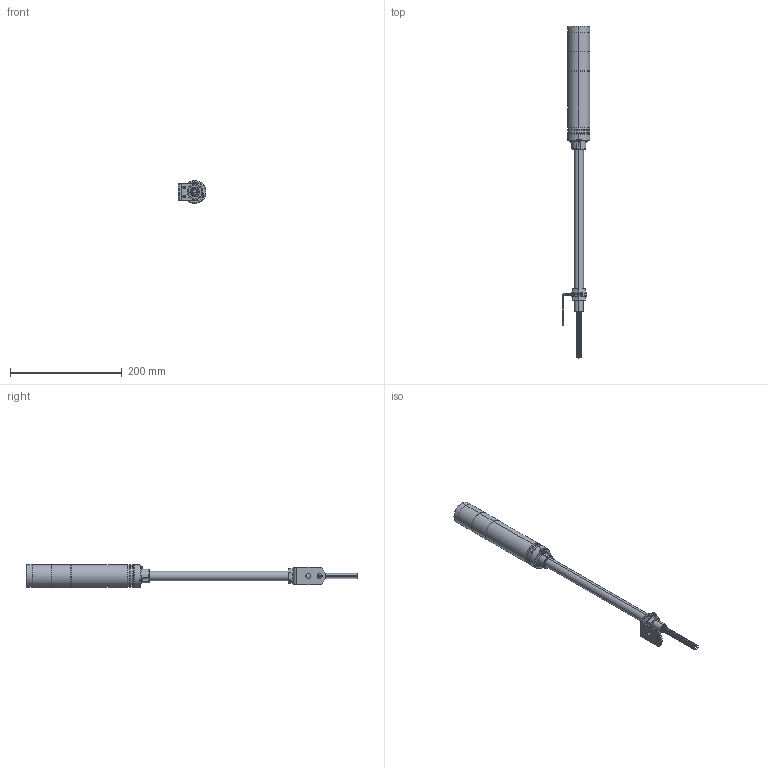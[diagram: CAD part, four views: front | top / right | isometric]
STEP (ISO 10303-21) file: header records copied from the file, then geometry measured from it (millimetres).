
FILE_DESCRIPTION (( 'STEP AP214' ), '1' );
FILE_NAME ('LCE-202-RG.step', '2016-10-25T14:44:03', ( '' ), ( '' ), 'SwSTEP 2.0', 'SolidWorks 2016', '' );
FILE_SCHEMA (( 'AUTOMOTIVE_DESIGN' ));
Length unit declared in the file: millimetre
Products named in the file (1): LCE-202-RG
Bounding box: 50 x 593 x 40 mm (x, y, z)
Volume: 307505.8 mm3; surface area: 105235.6 mm2
Topology: 29 solids, 29 shells, 361 faces, 864 edges, 561 vertices
Faces by surface type: plane 233, cylinder 108, cone 8, torus 6, bspline 6
Entity records: 11148 total; most frequent: CARTESIAN_POINT 2013, DIRECTION 1850, ORIENTED_EDGE 1716, EDGE_CURVE 858, AXIS2_PLACEMENT_3D 660, VERTEX_POINT 561, VECTOR 530, LINE 530
